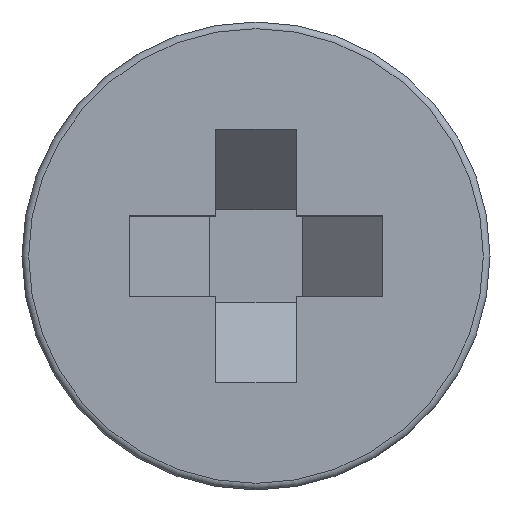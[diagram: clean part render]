
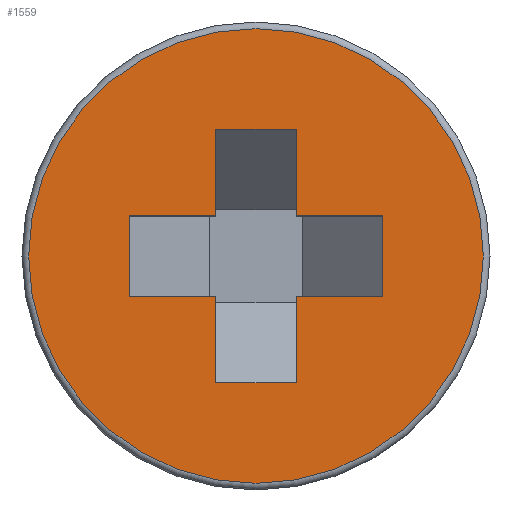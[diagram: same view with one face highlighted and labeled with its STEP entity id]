
A CAD part, top view. The second image highlights one B-rep face of the part: STEP entity #1559.
In plain terms, the highlighted planar face has unit normal (0, 0, 1).
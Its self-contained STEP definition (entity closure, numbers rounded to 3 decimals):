
#15=FACE_BOUND('',#206,.T.);
#39=PLANE('',#1663);
#122=FACE_OUTER_BOUND('',#205,.T.);
#205=EDGE_LOOP('',(#1405));
#206=EDGE_LOOP('',(#1406,#1407,#1408,#1409,#1410,#1411,#1412,#1413,#1414,
#1415,#1416,#1417));
#213=CIRCLE('',#1659,1.704);
#401=LINE('',#5897,#507);
#417=LINE('',#5929,#523);
#423=LINE('',#5941,#529);
#429=LINE('',#5953,#535);
#432=LINE('',#5958,#538);
#433=LINE('',#5960,#539);
#435=LINE('',#5964,#541);
#436=LINE('',#5966,#542);
#437=LINE('',#5969,#543);
#439=LINE('',#5972,#545);
#440=LINE('',#5975,#546);
#442=LINE('',#5978,#548);
#507=VECTOR('',#1867,10.);
#523=VECTOR('',#1889,10.);
#529=VECTOR('',#1899,10.);
#535=VECTOR('',#1909,10.);
#538=VECTOR('',#1914,10.);
#539=VECTOR('',#1917,10.);
#541=VECTOR('',#1921,10.);
#542=VECTOR('',#1924,10.);
#543=VECTOR('',#1927,10.);
#545=VECTOR('',#1931,10.);
#546=VECTOR('',#1934,10.);
#548=VECTOR('',#1938,10.);
#678=VERTEX_POINT('',#5894);
#679=VERTEX_POINT('',#5896);
#691=VERTEX_POINT('',#5926);
#692=VERTEX_POINT('',#5928);
#695=VERTEX_POINT('',#5938);
#696=VERTEX_POINT('',#5940);
#699=VERTEX_POINT('',#5950);
#700=VERTEX_POINT('',#5952);
#701=VERTEX_POINT('',#5956);
#702=VERTEX_POINT('',#5962);
#703=VERTEX_POINT('',#5968);
#704=VERTEX_POINT('',#5974);
#705=VERTEX_POINT('',#5980);
#898=EDGE_CURVE('',#679,#678,#401,.T.);
#914=EDGE_CURVE('',#692,#691,#417,.T.);
#920=EDGE_CURVE('',#696,#695,#423,.T.);
#926=EDGE_CURVE('',#700,#699,#429,.T.);
#929=EDGE_CURVE('',#699,#701,#432,.T.);
#930=EDGE_CURVE('',#701,#696,#433,.T.);
#932=EDGE_CURVE('',#695,#702,#435,.T.);
#933=EDGE_CURVE('',#702,#692,#436,.T.);
#934=EDGE_CURVE('',#703,#700,#437,.T.);
#936=EDGE_CURVE('',#678,#703,#439,.T.);
#937=EDGE_CURVE('',#704,#679,#440,.T.);
#939=EDGE_CURVE('',#691,#704,#442,.T.);
#940=EDGE_CURVE('',#705,#705,#213,.T.);
#1405=ORIENTED_EDGE('',*,*,#940,.F.);
#1406=ORIENTED_EDGE('',*,*,#933,.T.);
#1407=ORIENTED_EDGE('',*,*,#914,.T.);
#1408=ORIENTED_EDGE('',*,*,#939,.T.);
#1409=ORIENTED_EDGE('',*,*,#937,.T.);
#1410=ORIENTED_EDGE('',*,*,#898,.T.);
#1411=ORIENTED_EDGE('',*,*,#936,.T.);
#1412=ORIENTED_EDGE('',*,*,#934,.T.);
#1413=ORIENTED_EDGE('',*,*,#926,.T.);
#1414=ORIENTED_EDGE('',*,*,#929,.T.);
#1415=ORIENTED_EDGE('',*,*,#930,.T.);
#1416=ORIENTED_EDGE('',*,*,#920,.T.);
#1417=ORIENTED_EDGE('',*,*,#932,.T.);
#1559=ADVANCED_FACE('',(#122,#15),#39,.T.);
#1659=AXIS2_PLACEMENT_3D('',#5981,#1941,#1942);
#1663=AXIS2_PLACEMENT_3D('',#5987,#1950,#1951);
#1867=DIRECTION('',(1.,0.,0.));
#1889=DIRECTION('',(0.,1.,0.));
#1899=DIRECTION('',(-1.,0.,0.));
#1909=DIRECTION('',(0.,-1.,0.));
#1914=DIRECTION('',(1.,0.,0.));
#1917=DIRECTION('',(0.,-1.,0.));
#1921=DIRECTION('',(0.,-1.,0.));
#1924=DIRECTION('',(-1.,0.,0.));
#1927=DIRECTION('',(1.,0.,0.));
#1931=DIRECTION('',(0.,1.,0.));
#1934=DIRECTION('',(0.,1.,0.));
#1938=DIRECTION('',(-1.,0.,0.));
#1941=DIRECTION('center_axis',(0.,0.,-1.));
#1942=DIRECTION('ref_axis',(-1.,0.,0.));
#1950=DIRECTION('center_axis',(0.,0.,1.));
#1951=DIRECTION('ref_axis',(1.,0.,0.));
#5894=CARTESIAN_POINT('',(-0.3,0.3,0.));
#5896=CARTESIAN_POINT('',(-0.95,0.3,0.));
#5897=CARTESIAN_POINT('',(-0.475,0.3,0.));
#5926=CARTESIAN_POINT('',(-0.3,-0.3,0.));
#5928=CARTESIAN_POINT('',(-0.3,-0.95,0.));
#5929=CARTESIAN_POINT('',(-0.3,-0.475,0.));
#5938=CARTESIAN_POINT('',(0.3,-0.3,0.));
#5940=CARTESIAN_POINT('',(0.95,-0.3,0.));
#5941=CARTESIAN_POINT('',(0.475,-0.3,0.));
#5950=CARTESIAN_POINT('',(0.3,0.3,0.));
#5952=CARTESIAN_POINT('',(0.3,0.95,0.));
#5953=CARTESIAN_POINT('',(0.3,0.475,0.));
#5956=CARTESIAN_POINT('',(0.95,0.3,0.));
#5958=CARTESIAN_POINT('',(0.15,0.3,0.));
#5960=CARTESIAN_POINT('',(0.95,0.15,0.));
#5962=CARTESIAN_POINT('',(0.3,-0.95,0.));
#5964=CARTESIAN_POINT('',(0.3,-0.15,0.));
#5966=CARTESIAN_POINT('',(0.15,-0.95,0.));
#5968=CARTESIAN_POINT('',(-0.3,0.95,0.));
#5969=CARTESIAN_POINT('',(-0.15,0.95,0.));
#5972=CARTESIAN_POINT('',(-0.3,0.15,0.));
#5974=CARTESIAN_POINT('',(-0.95,-0.3,0.));
#5975=CARTESIAN_POINT('',(-0.95,-0.15,0.));
#5978=CARTESIAN_POINT('',(-0.15,-0.3,0.));
#5980=CARTESIAN_POINT('',(-1.704,0.,0.));
#5981=CARTESIAN_POINT('Origin',(0.,0.,0.));
#5987=CARTESIAN_POINT('Origin',(0.,0.,0.));
